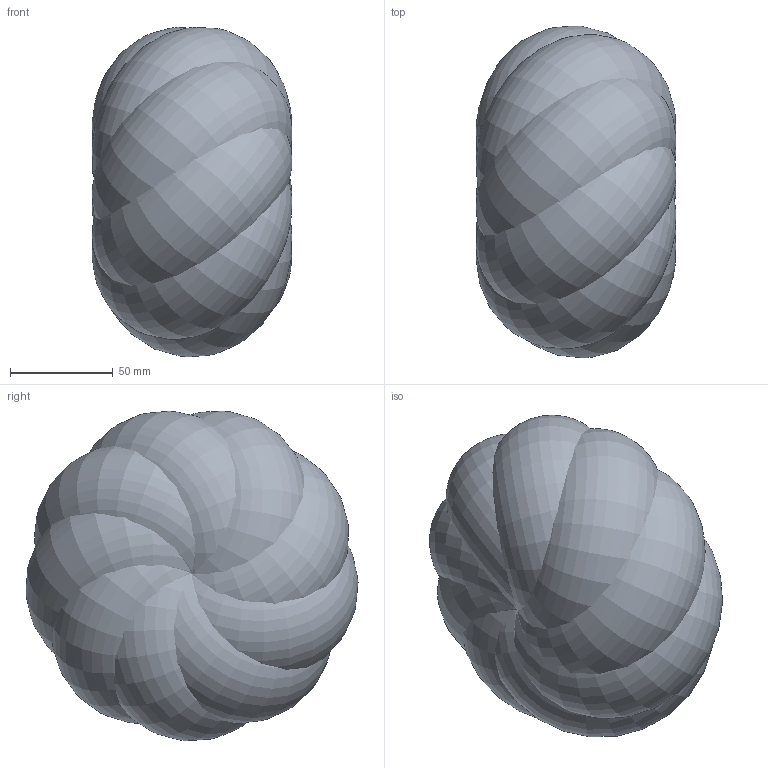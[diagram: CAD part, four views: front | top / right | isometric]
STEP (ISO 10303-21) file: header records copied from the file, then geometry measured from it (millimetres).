
FILE_DESCRIPTION(('STEP AP214'), '1');
FILE_NAME('êîëåñî èëîíà â ñáîðå', '2019-02-16T11:02:30', ('UNSPECIFIED'), ('UNSPECIFIED'), 'ASCON STEP Converter 1.3', 'ASCON Math Kernel', '');
FILE_SCHEMA(('AUTOMOTIVE_DESIGN { 1 0 10303 214 3 1 1}'));
Length unit declared in the file: millimetre
Assembly tree (10 placements, depth 2):
  (unnamed)
    (unnamed)
    (unnamed)  x9
Bounding box: 97.44 x 161.88 x 160.66 mm (x, y, z)
Surface area: 310994.2 mm2
Topology: 10 solids, 10 shells, 221 faces, 540 edges, 342 vertices
Faces by surface type: cylinder 111, plane 79, cone 22, torus 9
Full cylindrical faces by diameter (mm): 1.2 x9, 2 x18, 2.5 x3, 3 x1, 40 x1
Entity records: 11824 total; most frequent: CARTESIAN_POINT 6248, ORIENTED_EDGE 856, DIRECTION 739, EDGE_CURVE 428, AXIS2_PLACEMENT_3D 360, VERTEX_POINT 294, EDGE_LOOP 254, FACE_BOUND 214
